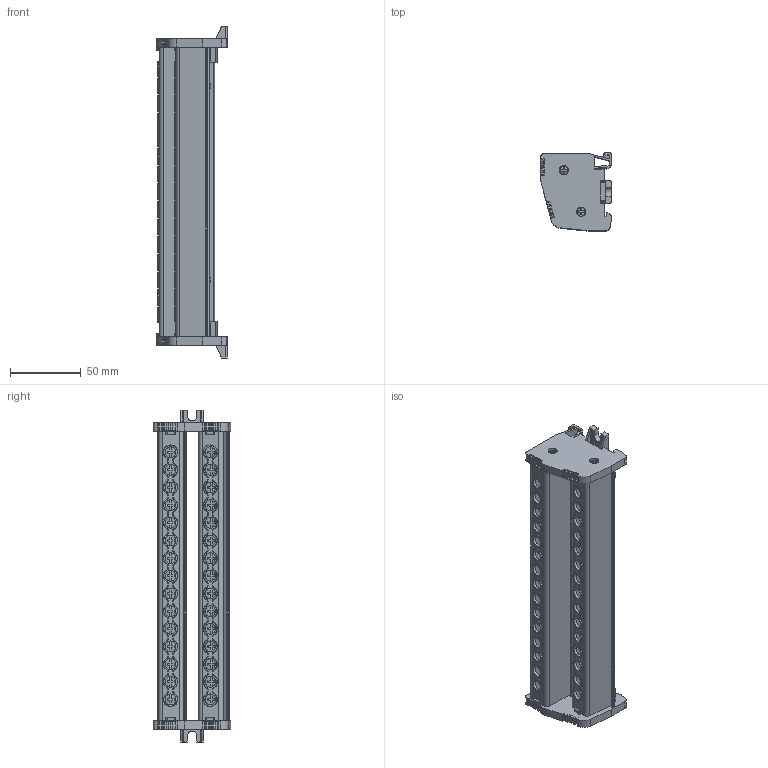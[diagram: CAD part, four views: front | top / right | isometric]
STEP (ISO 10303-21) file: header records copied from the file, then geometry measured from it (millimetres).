
FILE_DESCRIPTION (( 'STEP AP203' ), '1' );
FILE_NAME ('10x15 Ýki Kutuplu Daðýtýcý Ünite - 15 Delikli.STEP', '2019-01-09T12:48:10', ( '' ), ( '' ), 'SwSTEP 2.0', 'SolidWorks 2011', '' );
FILE_SCHEMA (( 'CONFIG_CONTROL_DESIGN' ));
Products named in the file (1): 10x15 Ýki Kutuplu Daðýtýcý Ünite - 15 Delikli
Bounding box: 50 x 55 x 234.97 mm (x, y, z)
Volume: 118517.3 mm3; surface area: 89038.5 mm2
Topology: 1 solids, 19 shells, 2736 faces, 7283 edges, 4685 vertices
Faces by surface type: plane 1186, cylinder 807, bspline 304, cone 218, torus 205, sphere 16
Entity records: 92216 total; most frequent: CARTESIAN_POINT 25200, ORIENTED_EDGE 14550, DIRECTION 13548, EDGE_CURVE 7275, AXIS2_PLACEMENT_3D 4901, VERTEX_POINT 4685, LINE 3746, VECTOR 3746
